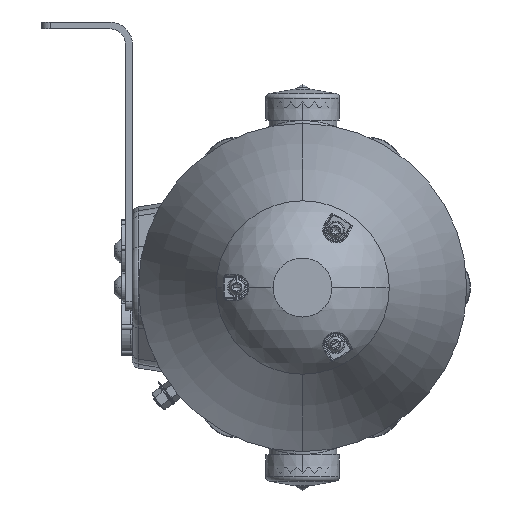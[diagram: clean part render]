
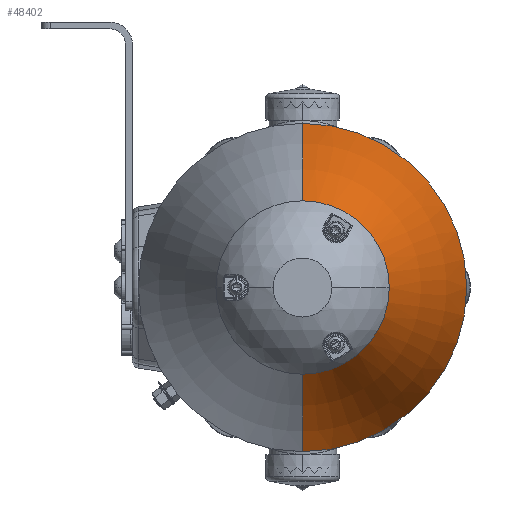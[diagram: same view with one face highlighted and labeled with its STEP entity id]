
A CAD part, left-side view. The second image highlights one B-rep face of the part: STEP entity #48402.
In plain terms, the highlighted toroidal (fillet/blend) face has major radius 418.435 mm and minor radius 502 mm.
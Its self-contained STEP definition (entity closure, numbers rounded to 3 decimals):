
#1064 = VERTEX_POINT ( 'NONE', #22802 ) ;
#3003 = EDGE_CURVE ( 'NONE', #41645, #21377, #35725, .T. ) ;
#4188 = DIRECTION ( 'NONE',  ( 0., 0., -1. ) ) ;
#4590 = DIRECTION ( 'NONE',  ( -1., 0., 0. ) ) ;
#6243 = ORIENTED_EDGE ( 'NONE', *, *, #43413, .F. ) ;
#8101 = ORIENTED_EDGE ( 'NONE', *, *, #15578, .F. ) ;
#8190 = DIRECTION ( 'NONE',  ( 0., 0., 1. ) ) ;
#8685 = CARTESIAN_POINT ( 'NONE',  ( -229.035, -34.429, 1.142 ) ) ;
#8827 = DIRECTION ( 'NONE',  ( 0., 0., 1. ) ) ;
#9010 = CARTESIAN_POINT ( 'NONE',  ( -229.035, 3.776, -37.063 ) ) ;
#9904 = VERTEX_POINT ( 'NONE', #9010 ) ;
#10405 = AXIS2_PLACEMENT_3D ( 'NONE', #13696, #44285, #36970 ) ;
#10894 = AXIS2_PLACEMENT_3D ( 'NONE', #46171, #34743, #8190 ) ;
#13090 = ORIENTED_EDGE ( 'NONE', *, *, #41127, .F. ) ;
#13696 = CARTESIAN_POINT ( 'NONE',  ( -126.025, 3.776, 1.142 ) ) ;
#15578 = EDGE_CURVE ( 'NONE', #1064, #9904, #20800, .T. ) ;
#17066 = DIRECTION ( 'NONE',  ( 0., 0., 1. ) ) ;
#18146 = EDGE_LOOP ( 'NONE', ( #8101, #33522, #35594, #13090, #6243 ) ) ;
#18349 = CARTESIAN_POINT ( 'NONE',  ( -126.025, 3.776, 73.492 ) ) ;
#19115 = DIRECTION ( 'NONE',  ( 0., 1., 0. ) ) ;
#19776 = CARTESIAN_POINT ( 'NONE',  ( -229.035, 3.776, 39.347 ) ) ;
#20328 = CIRCLE ( 'NONE', #20681, 38.205 ) ;
#20681 = AXIS2_PLACEMENT_3D ( 'NONE', #46646, #4590, #8827 ) ;
#20800 = CIRCLE ( 'NONE', #43238, 502. ) ;
#21049 = VERTEX_POINT ( 'NONE', #8685 ) ;
#21377 = VERTEX_POINT ( 'NONE', #19776 ) ;
#22802 = CARTESIAN_POINT ( 'NONE',  ( -126.025, 3.776, -71.208 ) ) ;
#23822 = AXIS2_PLACEMENT_3D ( 'NONE', #26836, #46050, #4188 ) ;
#26836 = CARTESIAN_POINT ( 'NONE',  ( -20.506, 3.776, -417.293 ) ) ;
#29414 = CIRCLE ( 'NONE', #10405, 72.35 ) ;
#32145 = FACE_OUTER_BOUND ( 'NONE', #18146, .T. ) ;
#33522 = ORIENTED_EDGE ( 'NONE', *, *, #38952, .T. ) ;
#34555 = DIRECTION ( 'NONE',  ( 0., 0., 1. ) ) ;
#34743 = DIRECTION ( 'NONE',  ( -1., 0., 0. ) ) ;
#35594 = ORIENTED_EDGE ( 'NONE', *, *, #3003, .T. ) ;
#35725 = CIRCLE ( 'NONE', #23822, 502. ) ;
#35975 = CARTESIAN_POINT ( 'NONE',  ( -229.035, 3.776, 1.142 ) ) ;
#36970 = DIRECTION ( 'NONE',  ( 0., 0., 1. ) ) ;
#38952 = EDGE_CURVE ( 'NONE', #1064, #41645, #29414, .T. ) ;
#39795 = DIRECTION ( 'NONE',  ( -1., 0., 0. ) ) ;
#41127 = EDGE_CURVE ( 'NONE', #21049, #21377, #43507, .T. ) ;
#41563 = TOROIDAL_SURFACE ( 'NONE', #10894, -418.435, 502. ) ;
#41645 = VERTEX_POINT ( 'NONE', #18349 ) ;
#43238 = AXIS2_PLACEMENT_3D ( 'NONE', #45167, #19115, #34555 ) ;
#43413 = EDGE_CURVE ( 'NONE', #9904, #21049, #20328, .T. ) ;
#43507 = CIRCLE ( 'NONE', #44160, 38.205 ) ;
#44160 = AXIS2_PLACEMENT_3D ( 'NONE', #35975, #39795, #17066 ) ;
#44285 = DIRECTION ( 'NONE',  ( -1., 0., 0. ) ) ;
#45167 = CARTESIAN_POINT ( 'NONE',  ( -20.506, 3.776, 419.577 ) ) ;
#46050 = DIRECTION ( 'NONE',  ( 0., -1., 0. ) ) ;
#46171 = CARTESIAN_POINT ( 'NONE',  ( -20.506, 3.776, 1.142 ) ) ;
#46646 = CARTESIAN_POINT ( 'NONE',  ( -229.035, 3.776, 1.142 ) ) ;
#48402 = ADVANCED_FACE ( 'NONE', ( #32145 ), #41563, .T. ) ;
